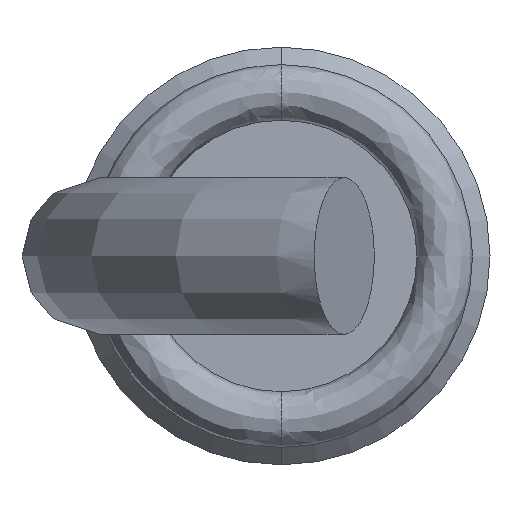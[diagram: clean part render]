
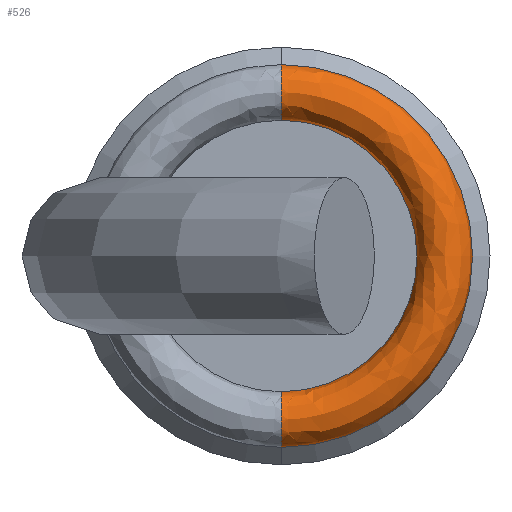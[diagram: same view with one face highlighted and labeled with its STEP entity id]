
A CAD part, left-side view. The second image highlights one B-rep face of the part: STEP entity #526.
In plain terms, the highlighted free-form (B-spline) face has degree [3, 3] with [4, 4] control points.
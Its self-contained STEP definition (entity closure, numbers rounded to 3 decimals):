
#94 = CARTESIAN_POINT ( 'NONE',  ( -4.5, 0., 5.5 ) ) ;
#103 = CARTESIAN_POINT ( 'NONE',  ( -4.5, -7.8, 3.9 ) ) ;
#153 = DIRECTION ( 'NONE',  ( 0., 0., 1. ) ) ;
#202 = VERTEX_POINT ( 'NONE', #1298 ) ;
#232 = ORIENTED_EDGE ( 'NONE', *, *, #1077, .T. ) ;
#246 = CARTESIAN_POINT ( 'NONE',  ( -2.9, -11., 5.5 ) ) ;
#289 = CARTESIAN_POINT ( 'NONE',  ( -4.5, -11., -5.5 ) ) ;
#296 = AXIS2_PLACEMENT_3D ( 'NONE', #849, #1972, #1156 ) ;
#339 = VERTEX_POINT ( 'NONE', #713 ) ;
#418 = CARTESIAN_POINT ( 'NONE',  ( -2.9, 0., -5.5 ) ) ;
#526 = ADVANCED_FACE ( 'NONE', ( #1674 ), #1811, .T. ) ;
#589 = CARTESIAN_POINT ( 'NONE',  ( -2.9, -11., -5.5 ) ) ;
#600 = CARTESIAN_POINT ( 'NONE',  ( -4.5, 0., 3.9 ) ) ;
#709 = CIRCLE ( 'NONE', #1893, 5.5 ) ;
#713 = CARTESIAN_POINT ( 'NONE',  ( -2.9, 0., -5.5 ) ) ;
#723 = AXIS2_PLACEMENT_3D ( 'NONE', #1571, #758, #153 ) ;
#735 = CARTESIAN_POINT ( 'NONE',  ( -2.9, -7.8, -3.9 ) ) ;
#755 = CARTESIAN_POINT ( 'NONE',  ( -2.9, -7.8, 3.9 ) ) ;
#758 = DIRECTION ( 'NONE',  ( 0., -1., 0. ) ) ;
#761 = ORIENTED_EDGE ( 'NONE', *, *, #1676, .F. ) ;
#798 = EDGE_CURVE ( 'NONE', #1130, #1616, #1185, .T. ) ;
#849 = CARTESIAN_POINT ( 'NONE',  ( -2.9, 0., 0. ) ) ;
#889 = CARTESIAN_POINT ( 'NONE',  ( -2.9, 0., -3.9 ) ) ;
#997 = DIRECTION ( 'NONE',  ( 0., 1., 0. ) ) ;
#1011 = EDGE_LOOP ( 'NONE', ( #232, #1542, #1494, #761 ) ) ;
#1026 = CARTESIAN_POINT ( 'NONE',  ( -2.9, 0., -4.7 ) ) ;
#1033 = CARTESIAN_POINT ( 'NONE',  ( -2.9, 0., 5.5 ) ) ;
#1077 = EDGE_CURVE ( 'NONE', #339, #202, #709, .T. ) ;
#1130 = VERTEX_POINT ( 'NONE', #1179 ) ;
#1156 = DIRECTION ( 'NONE',  ( 0., 0., -1. ) ) ;
#1179 = CARTESIAN_POINT ( 'NONE',  ( -2.9, 0., 3.9 ) ) ;
#1185 = CIRCLE ( 'NONE', #296, 3.9 ) ;
#1196 = CARTESIAN_POINT ( 'NONE',  ( -4.5, 0., -3.9 ) ) ;
#1292 = CARTESIAN_POINT ( 'NONE',  ( -2.9, 0., 0. ) ) ;
#1298 = CARTESIAN_POINT ( 'NONE',  ( -2.9, 0., 5.5 ) ) ;
#1352 = CARTESIAN_POINT ( 'NONE',  ( -4.5, -11., 5.5 ) ) ;
#1369 = EDGE_CURVE ( 'NONE', #202, #1130, #1409, .T. ) ;
#1409 = CIRCLE ( 'NONE', #723, 0.8 ) ;
#1444 = AXIS2_PLACEMENT_3D ( 'NONE', #1026, #997, #1622 ) ;
#1494 = ORIENTED_EDGE ( 'NONE', *, *, #798, .T. ) ;
#1510 = CARTESIAN_POINT ( 'NONE',  ( -2.9, 0., -3.9 ) ) ;
#1542 = ORIENTED_EDGE ( 'NONE', *, *, #1369, .T. ) ;
#1571 = CARTESIAN_POINT ( 'NONE',  ( -2.9, 0., 4.7 ) ) ;
#1616 = VERTEX_POINT ( 'NONE', #1510 ) ;
#1622 = DIRECTION ( 'NONE',  ( 0., 0., -1. ) ) ;
#1663 = CARTESIAN_POINT ( 'NONE',  ( -4.5, 0., -5.5 ) ) ;
#1674 = FACE_OUTER_BOUND ( 'NONE', #1011, .T. ) ;
#1676 = EDGE_CURVE ( 'NONE', #339, #1616, #1810, .T. ) ;
#1770 = DIRECTION ( 'NONE',  ( 0., 0., -1. ) ) ;
#1801 = DIRECTION ( 'NONE',  ( -1., 0., 0. ) ) ;
#1810 = CIRCLE ( 'NONE', #1444, 0.8 ) ;
#1811 =( BOUNDED_SURFACE ( )  B_SPLINE_SURFACE ( 3, 3, ( 
 ( #1033, #246, #589, #418 ),
 ( #94, #1352, #289, #1663 ),
 ( #600, #103, #1980, #1196 ),
 ( #1828, #755, #735, #889 ) ),
 .UNSPECIFIED., .F., .F., .T. ) 
 B_SPLINE_SURFACE_WITH_KNOTS ( ( 4, 4 ),
 ( 4, 4 ),
 ( 0., 1. ),
 ( 0., 1. ),
 .UNSPECIFIED. ) 
 GEOMETRIC_REPRESENTATION_ITEM ( )  RATIONAL_B_SPLINE_SURFACE ( (
 ( 1., 0.333, 0.333, 1.),
 ( 0.333, 0.111, 0.111, 0.333),
 ( 0.333, 0.111, 0.111, 0.333),
 ( 1., 0.333, 0.333, 1.) ) ) 
 REPRESENTATION_ITEM ( '' )  SURFACE ( )  );
#1828 = CARTESIAN_POINT ( 'NONE',  ( -2.9, 0., 3.9 ) ) ;
#1893 = AXIS2_PLACEMENT_3D ( 'NONE', #1292, #1801, #1770 ) ;
#1972 = DIRECTION ( 'NONE',  ( 1., 0., 0. ) ) ;
#1980 = CARTESIAN_POINT ( 'NONE',  ( -4.5, -7.8, -3.9 ) ) ;
